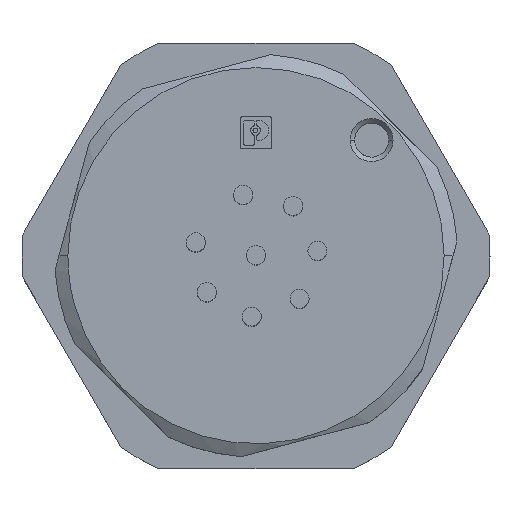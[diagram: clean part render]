
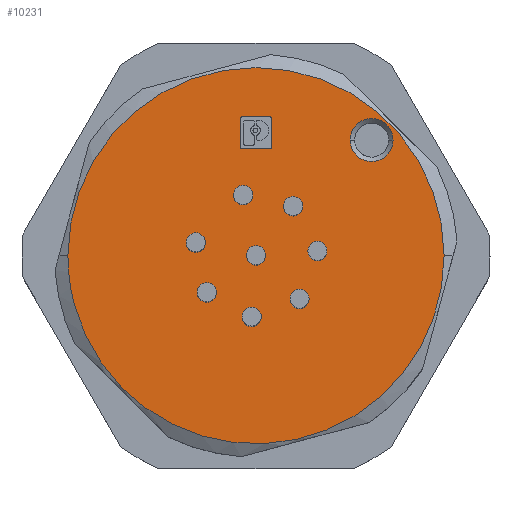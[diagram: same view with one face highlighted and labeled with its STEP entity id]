
A CAD part, top view. The second image highlights one B-rep face of the part: STEP entity #10231.
In plain terms, the highlighted planar face has unit normal (0, 0, 1).
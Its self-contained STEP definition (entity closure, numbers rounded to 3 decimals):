
#9876=CARTESIAN_POINT('',(8.4,0.,22.));
#9877=VERTEX_POINT('',#9876);
#9878=CARTESIAN_POINT('',(-8.114,-2.174,22.));
#9879=VERTEX_POINT('',#9878);
#9880=CARTESIAN_POINT('',(0.,0.,22.));
#9881=DIRECTION('',(-0.,-0.,-1.));
#9882=DIRECTION('',(-1.,0.,0.));
#9883=AXIS2_PLACEMENT_3D('',#9880,#9881,#9882);
#9884=CIRCLE('',#9883,8.4);
#9885=EDGE_CURVE('',#9877,#9879,#9884,.T.);
#9887=CARTESIAN_POINT('',(-8.4,0.,22.));
#9888=VERTEX_POINT('',#9887);
#9889=CARTESIAN_POINT('',(0.,0.,22.));
#9890=DIRECTION('',(-0.,-0.,-1.));
#9891=DIRECTION('',(-1.,0.,0.));
#9892=AXIS2_PLACEMENT_3D('',#9889,#9890,#9891);
#9893=CIRCLE('',#9892,8.4);
#9894=EDGE_CURVE('',#9879,#9888,#9893,.T.);
#9965=CARTESIAN_POINT('',(0.,0.,22.));
#9966=DIRECTION('',(0.,0.,1.));
#9967=DIRECTION('',(-1.,0.,0.));
#9968=AXIS2_PLACEMENT_3D('',#9965,#9966,#9967);
#9969=PLANE('',#9968);
#9970=ORIENTED_EDGE('',*,*,#9885,.F.);
#9971=CARTESIAN_POINT('',(0.,0.,22.));
#9972=DIRECTION('',(0.,0.,-1.));
#9973=DIRECTION('',(-1.,0.,0.));
#9974=AXIS2_PLACEMENT_3D('',#9971,#9972,#9973);
#9975=CIRCLE('',#9974,8.4);
#9976=EDGE_CURVE('',#9888,#9877,#9975,.T.);
#9977=ORIENTED_EDGE('',*,*,#9976,.F.);
#9978=ORIENTED_EDGE('',*,*,#9894,.F.);
#9979=EDGE_LOOP('',(#9970,#9977,#9978));
#9980=FACE_BOUND('',#9979,.T.);
#9981=CARTESIAN_POINT('',(6.122,5.162,22.));
#9982=VERTEX_POINT('',#9981);
#9983=CARTESIAN_POINT('',(4.202,5.162,22.));
#9984=VERTEX_POINT('',#9983);
#9985=CARTESIAN_POINT('',(5.162,5.162,22.));
#9986=DIRECTION('',(0.,0.,-1.));
#9987=DIRECTION('',(1.,0.,0.));
#9988=AXIS2_PLACEMENT_3D('',#9985,#9986,#9987);
#9989=CIRCLE('',#9988,0.96);
#9990=EDGE_CURVE('',#9982,#9984,#9989,.T.);
#9991=ORIENTED_EDGE('',*,*,#9990,.T.);
#9992=CARTESIAN_POINT('',(5.162,5.162,22.));
#9993=DIRECTION('',(0.,0.,-1.));
#9994=DIRECTION('',(1.,0.,0.));
#9995=AXIS2_PLACEMENT_3D('',#9992,#9993,#9994);
#9996=CIRCLE('',#9995,0.96);
#9997=EDGE_CURVE('',#9984,#9982,#9996,.T.);
#9998=ORIENTED_EDGE('',*,*,#9997,.T.);
#9999=EDGE_LOOP('',(#9991,#9998));
#10000=FACE_BOUND('',#9999,.T.);
#10001=CARTESIAN_POINT('',(-0.572,3.115,22.));
#10002=VERTEX_POINT('',#10001);
#10003=CARTESIAN_POINT('',(-0.572,2.265,22.));
#10004=VERTEX_POINT('',#10003);
#10005=CARTESIAN_POINT('',(-0.572,2.69,22.));
#10006=DIRECTION('',(-0.,-0.,-1.));
#10007=DIRECTION('',(0.,-1.,0.));
#10008=AXIS2_PLACEMENT_3D('',#10005,#10006,#10007);
#10009=CIRCLE('',#10008,0.425);
#10010=EDGE_CURVE('',#10002,#10004,#10009,.T.);
#10011=ORIENTED_EDGE('',*,*,#10010,.T.);
#10012=CARTESIAN_POINT('',(-0.572,2.69,22.));
#10013=DIRECTION('',(-0.,-0.,-1.));
#10014=DIRECTION('',(0.,-1.,0.));
#10015=AXIS2_PLACEMENT_3D('',#10012,#10013,#10014);
#10016=CIRCLE('',#10015,0.425);
#10017=EDGE_CURVE('',#10004,#10002,#10016,.T.);
#10018=ORIENTED_EDGE('',*,*,#10017,.T.);
#10019=EDGE_LOOP('',(#10011,#10018));
#10020=FACE_BOUND('',#10019,.T.);
#10021=CARTESIAN_POINT('',(0.,-0.425,22.));
#10022=VERTEX_POINT('',#10021);
#10023=CARTESIAN_POINT('',(-0.,0.425,22.));
#10024=VERTEX_POINT('',#10023);
#10025=CARTESIAN_POINT('',(0.,0.,22.));
#10026=DIRECTION('',(-0.,-0.,-1.));
#10027=DIRECTION('',(0.,-1.,0.));
#10028=AXIS2_PLACEMENT_3D('',#10025,#10026,#10027);
#10029=CIRCLE('',#10028,0.425);
#10030=EDGE_CURVE('',#10022,#10024,#10029,.T.);
#10031=ORIENTED_EDGE('',*,*,#10030,.T.);
#10032=CARTESIAN_POINT('',(0.,0.,22.));
#10033=DIRECTION('',(-0.,-0.,-1.));
#10034=DIRECTION('',(0.,-1.,0.));
#10035=AXIS2_PLACEMENT_3D('',#10032,#10033,#10034);
#10036=CIRCLE('',#10035,0.425);
#10037=EDGE_CURVE('',#10024,#10022,#10036,.T.);
#10038=ORIENTED_EDGE('',*,*,#10037,.T.);
#10039=EDGE_LOOP('',(#10031,#10038));
#10040=FACE_BOUND('',#10039,.T.);
#10041=CARTESIAN_POINT('',(1.655,2.621,22.));
#10042=VERTEX_POINT('',#10041);
#10043=CARTESIAN_POINT('',(1.655,1.771,22.));
#10044=VERTEX_POINT('',#10043);
#10045=CARTESIAN_POINT('',(1.655,2.196,22.));
#10046=DIRECTION('',(-0.,-0.,-1.));
#10047=DIRECTION('',(0.,-1.,0.));
#10048=AXIS2_PLACEMENT_3D('',#10045,#10046,#10047);
#10049=CIRCLE('',#10048,0.425);
#10050=EDGE_CURVE('',#10042,#10044,#10049,.T.);
#10051=ORIENTED_EDGE('',*,*,#10050,.T.);
#10052=CARTESIAN_POINT('',(1.655,2.196,22.));
#10053=DIRECTION('',(-0.,-0.,-1.));
#10054=DIRECTION('',(0.,-1.,0.));
#10055=AXIS2_PLACEMENT_3D('',#10052,#10053,#10054);
#10056=CIRCLE('',#10055,0.425);
#10057=EDGE_CURVE('',#10044,#10042,#10056,.T.);
#10058=ORIENTED_EDGE('',*,*,#10057,.T.);
#10059=EDGE_LOOP('',(#10051,#10058));
#10060=FACE_BOUND('',#10059,.T.);
#10061=CARTESIAN_POINT('',(2.743,0.617,22.));
#10062=VERTEX_POINT('',#10061);
#10063=CARTESIAN_POINT('',(2.743,-0.233,22.));
#10064=VERTEX_POINT('',#10063);
#10065=CARTESIAN_POINT('',(2.743,0.192,22.));
#10066=DIRECTION('',(-0.,-0.,-1.));
#10067=DIRECTION('',(0.,-1.,0.));
#10068=AXIS2_PLACEMENT_3D('',#10065,#10066,#10067);
#10069=CIRCLE('',#10068,0.425);
#10070=EDGE_CURVE('',#10062,#10064,#10069,.T.);
#10071=ORIENTED_EDGE('',*,*,#10070,.T.);
#10072=CARTESIAN_POINT('',(2.743,0.192,22.));
#10073=DIRECTION('',(-0.,-0.,-1.));
#10074=DIRECTION('',(0.,-1.,0.));
#10075=AXIS2_PLACEMENT_3D('',#10072,#10073,#10074);
#10076=CIRCLE('',#10075,0.425);
#10077=EDGE_CURVE('',#10064,#10062,#10076,.T.);
#10078=ORIENTED_EDGE('',*,*,#10077,.T.);
#10079=EDGE_LOOP('',(#10071,#10078));
#10080=FACE_BOUND('',#10079,.T.);
#10081=CARTESIAN_POINT('',(1.945,-2.37,22.));
#10082=VERTEX_POINT('',#10081);
#10083=CARTESIAN_POINT('',(1.945,-1.52,22.));
#10084=VERTEX_POINT('',#10083);
#10085=CARTESIAN_POINT('',(1.945,-1.945,22.));
#10086=DIRECTION('',(-0.,-0.,-1.));
#10087=DIRECTION('',(0.,-1.,0.));
#10088=AXIS2_PLACEMENT_3D('',#10085,#10086,#10087);
#10089=CIRCLE('',#10088,0.425);
#10090=EDGE_CURVE('',#10082,#10084,#10089,.T.);
#10091=ORIENTED_EDGE('',*,*,#10090,.T.);
#10092=CARTESIAN_POINT('',(1.945,-1.945,22.));
#10093=DIRECTION('',(-0.,-0.,-1.));
#10094=DIRECTION('',(0.,-1.,0.));
#10095=AXIS2_PLACEMENT_3D('',#10092,#10093,#10094);
#10096=CIRCLE('',#10095,0.425);
#10097=EDGE_CURVE('',#10084,#10082,#10096,.T.);
#10098=ORIENTED_EDGE('',*,*,#10097,.T.);
#10099=EDGE_LOOP('',(#10091,#10098));
#10100=FACE_BOUND('',#10099,.T.);
#10101=CARTESIAN_POINT('',(-0.192,-2.318,22.));
#10102=VERTEX_POINT('',#10101);
#10103=CARTESIAN_POINT('',(-0.192,-3.168,22.));
#10104=VERTEX_POINT('',#10103);
#10105=CARTESIAN_POINT('',(-0.192,-2.743,22.));
#10106=DIRECTION('',(-0.,-0.,-1.));
#10107=DIRECTION('',(0.,-1.,0.));
#10108=AXIS2_PLACEMENT_3D('',#10105,#10106,#10107);
#10109=CIRCLE('',#10108,0.425);
#10110=EDGE_CURVE('',#10102,#10104,#10109,.T.);
#10111=ORIENTED_EDGE('',*,*,#10110,.T.);
#10112=CARTESIAN_POINT('',(-0.192,-2.743,22.));
#10113=DIRECTION('',(-0.,-0.,-1.));
#10114=DIRECTION('',(0.,-1.,0.));
#10115=AXIS2_PLACEMENT_3D('',#10112,#10113,#10114);
#10116=CIRCLE('',#10115,0.425);
#10117=EDGE_CURVE('',#10104,#10102,#10116,.T.);
#10118=ORIENTED_EDGE('',*,*,#10117,.T.);
#10119=EDGE_LOOP('',(#10111,#10118));
#10120=FACE_BOUND('',#10119,.T.);
#10121=CARTESIAN_POINT('',(-2.196,-2.08,22.));
#10122=VERTEX_POINT('',#10121);
#10123=CARTESIAN_POINT('',(-2.196,-1.23,22.));
#10124=VERTEX_POINT('',#10123);
#10125=CARTESIAN_POINT('',(-2.196,-1.655,22.));
#10126=DIRECTION('',(-0.,-0.,-1.));
#10127=DIRECTION('',(0.,-1.,0.));
#10128=AXIS2_PLACEMENT_3D('',#10125,#10126,#10127);
#10129=CIRCLE('',#10128,0.425);
#10130=EDGE_CURVE('',#10122,#10124,#10129,.T.);
#10131=ORIENTED_EDGE('',*,*,#10130,.T.);
#10132=CARTESIAN_POINT('',(-2.196,-1.655,22.));
#10133=DIRECTION('',(-0.,-0.,-1.));
#10134=DIRECTION('',(0.,-1.,0.));
#10135=AXIS2_PLACEMENT_3D('',#10132,#10133,#10134);
#10136=CIRCLE('',#10135,0.425);
#10137=EDGE_CURVE('',#10124,#10122,#10136,.T.);
#10138=ORIENTED_EDGE('',*,*,#10137,.T.);
#10139=EDGE_LOOP('',(#10131,#10138));
#10140=FACE_BOUND('',#10139,.T.);
#10141=CARTESIAN_POINT('',(-2.69,0.997,22.));
#10142=VERTEX_POINT('',#10141);
#10143=CARTESIAN_POINT('',(-2.69,0.147,22.));
#10144=VERTEX_POINT('',#10143);
#10145=CARTESIAN_POINT('',(-2.69,0.572,22.));
#10146=DIRECTION('',(-0.,-0.,-1.));
#10147=DIRECTION('',(0.,-1.,0.));
#10148=AXIS2_PLACEMENT_3D('',#10145,#10146,#10147);
#10149=CIRCLE('',#10148,0.425);
#10150=EDGE_CURVE('',#10142,#10144,#10149,.T.);
#10151=ORIENTED_EDGE('',*,*,#10150,.T.);
#10152=CARTESIAN_POINT('',(-2.69,0.572,22.));
#10153=DIRECTION('',(-0.,-0.,-1.));
#10154=DIRECTION('',(0.,-1.,0.));
#10155=AXIS2_PLACEMENT_3D('',#10152,#10153,#10154);
#10156=CIRCLE('',#10155,0.425);
#10157=EDGE_CURVE('',#10144,#10142,#10156,.T.);
#10158=ORIENTED_EDGE('',*,*,#10157,.T.);
#10159=EDGE_LOOP('',(#10151,#10158));
#10160=FACE_BOUND('',#10159,.T.);
#10161=CARTESIAN_POINT('',(0.612,4.775,22.));
#10162=VERTEX_POINT('',#10161);
#10163=CARTESIAN_POINT('',(0.712,4.875,22.));
#10164=VERTEX_POINT('',#10163);
#10165=CARTESIAN_POINT('',(0.612,4.875,22.));
#10166=DIRECTION('',(0.,0.,1.));
#10167=DIRECTION('',(1.,0.,-0.));
#10168=AXIS2_PLACEMENT_3D('',#10165,#10166,#10167);
#10169=CIRCLE('',#10168,0.1);
#10170=EDGE_CURVE('',#10162,#10164,#10169,.T.);
#10171=ORIENTED_EDGE('',*,*,#10170,.F.);
#10172=CARTESIAN_POINT('',(-0.612,4.775,22.));
#10173=VERTEX_POINT('',#10172);
#10174=CARTESIAN_POINT('',(-12345.306,4.775,22.));
#10175=DIRECTION('',(1.,-0.,0.));
#10176=VECTOR('',#10175,24690.);
#10177=LINE('',#10174,#10176);
#10178=EDGE_CURVE('',#10173,#10162,#10177,.T.);
#10179=ORIENTED_EDGE('',*,*,#10178,.F.);
#10180=CARTESIAN_POINT('',(-0.712,4.875,22.));
#10181=VERTEX_POINT('',#10180);
#10182=CARTESIAN_POINT('',(-0.612,4.875,22.));
#10183=DIRECTION('',(0.,0.,1.));
#10184=DIRECTION('',(1.,0.,-0.));
#10185=AXIS2_PLACEMENT_3D('',#10182,#10183,#10184);
#10186=CIRCLE('',#10185,0.1);
#10187=EDGE_CURVE('',#10181,#10173,#10186,.T.);
#10188=ORIENTED_EDGE('',*,*,#10187,.F.);
#10189=CARTESIAN_POINT('',(-0.712,6.1,22.));
#10190=VERTEX_POINT('',#10189);
#10191=CARTESIAN_POINT('',(-0.712,12348.05,22.));
#10192=DIRECTION('',(0.,-1.,0.));
#10193=VECTOR('',#10192,24690.);
#10194=LINE('',#10191,#10193);
#10195=EDGE_CURVE('',#10190,#10181,#10194,.T.);
#10196=ORIENTED_EDGE('',*,*,#10195,.F.);
#10197=CARTESIAN_POINT('',(-0.612,6.2,22.));
#10198=VERTEX_POINT('',#10197);
#10199=CARTESIAN_POINT('',(-0.612,6.1,22.));
#10200=DIRECTION('',(0.,0.,1.));
#10201=DIRECTION('',(1.,0.,-0.));
#10202=AXIS2_PLACEMENT_3D('',#10199,#10200,#10201);
#10203=CIRCLE('',#10202,0.1);
#10204=EDGE_CURVE('',#10198,#10190,#10203,.T.);
#10205=ORIENTED_EDGE('',*,*,#10204,.F.);
#10206=CARTESIAN_POINT('',(0.612,6.2,22.));
#10207=VERTEX_POINT('',#10206);
#10208=CARTESIAN_POINT('',(12345.306,6.2,22.));
#10209=DIRECTION('',(-1.,0.,0.));
#10210=VECTOR('',#10209,24690.);
#10211=LINE('',#10208,#10210);
#10212=EDGE_CURVE('',#10207,#10198,#10211,.T.);
#10213=ORIENTED_EDGE('',*,*,#10212,.F.);
#10214=CARTESIAN_POINT('',(0.712,6.1,22.));
#10215=VERTEX_POINT('',#10214);
#10216=CARTESIAN_POINT('',(0.612,6.1,22.));
#10217=DIRECTION('',(0.,0.,1.));
#10218=DIRECTION('',(1.,0.,-0.));
#10219=AXIS2_PLACEMENT_3D('',#10216,#10217,#10218);
#10220=CIRCLE('',#10219,0.1);
#10221=EDGE_CURVE('',#10215,#10207,#10220,.T.);
#10222=ORIENTED_EDGE('',*,*,#10221,.F.);
#10223=CARTESIAN_POINT('',(0.712,-12342.562,22.));
#10224=DIRECTION('',(-0.,1.,0.));
#10225=VECTOR('',#10224,24690.);
#10226=LINE('',#10223,#10225);
#10227=EDGE_CURVE('',#10164,#10215,#10226,.T.);
#10228=ORIENTED_EDGE('',*,*,#10227,.F.);
#10229=EDGE_LOOP('',(#10171,#10179,#10188,#10196,#10205,#10213,#10222,#10228));
#10230=FACE_BOUND('',#10229,.T.);
#10231=ADVANCED_FACE('',(#9980,#10000,#10020,#10040,#10060,#10080,#10100,#10120,#10140,#10160,#10230),#9969,.T.);
